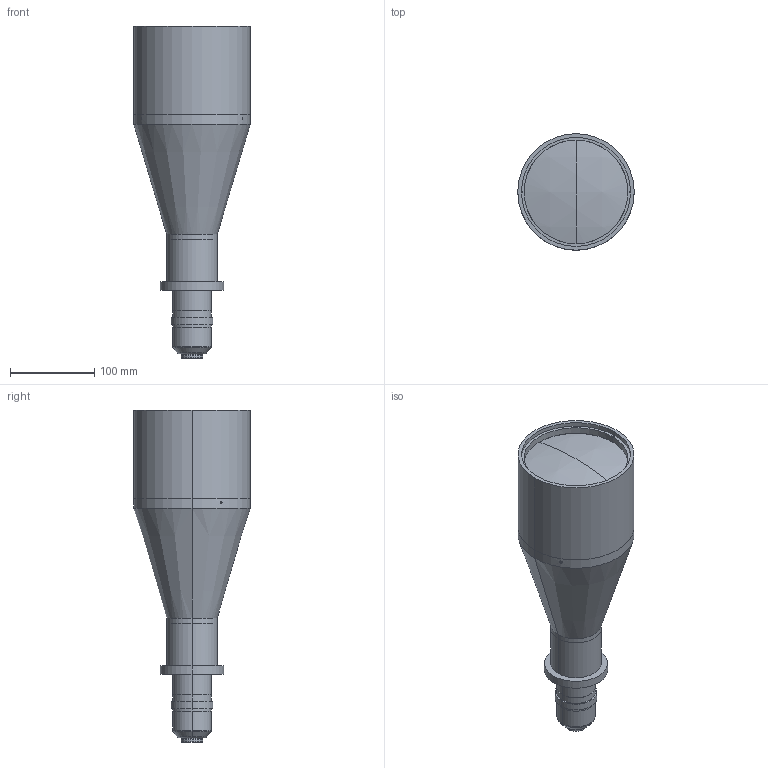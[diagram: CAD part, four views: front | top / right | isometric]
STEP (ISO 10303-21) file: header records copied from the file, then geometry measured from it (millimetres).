
FILE_DESCRIPTION (( 'STEP AP203' ), '1' );
FILE_NAME ('S5LPJ1733_01.STEP', '2022-03-01T08:34:47', ( '' ), ( '' ), 'SwSTEP 2.0', 'SolidWorks 2021', '' );
FILE_SCHEMA (( 'CONFIG_CONTROL_DESIGN' ));
Length unit declared in the file: millimetre
Products named in the file (18): 190603; S5LAO2935; 473405_S5LPJ1733; 473403; S5LMN2935; 532603; 239407; DIN 913 - M3 x 3-N_DIN 913 - M3 x 3-N; S5LDX1522; 111307; 473402; S5MEC0010; 473401_S5LPJ1733; 111311; 097108; S5LAO1522; S5LPJ1733_01; 236908
Assembly tree (20 placements, depth 4):
  S5LPJ1733_01
    S5LAO1522
      S5LDX1522
    473401_S5LPJ1733
      S5LAO2935
        S5LMN2935
      473402
      473403
      473405_S5LPJ1733
      236908
      S5MEC0010
      DIN 913 - M3 x 3-N_DIN 913 - M3 x 3-N
    097108
    111307
    111311
    190603
    239407
    532603
    DIN 913 - M3 x 3-N_DIN 913 - M3 x 3-N  x3
Bounding box: 138 x 138 x 393.57 mm (x, y, z)
Volume: 979532.5 mm3; surface area: 320469.9 mm2
Topology: 17 solids, 17 shells, 483 faces, 1014 edges, 601 vertices
Faces by surface type: cylinder 168, cone 122, plane 107, torus 78, sphere 8
Entity records: 14122 total; most frequent: DIRECTION 2398, CARTESIAN_POINT 2275, ORIENTED_EDGE 1832, AXIS2_PLACEMENT_3D 1040, EDGE_CURVE 916, CIRCLE 576, VERTEX_POINT 541, EDGE_LOOP 503
